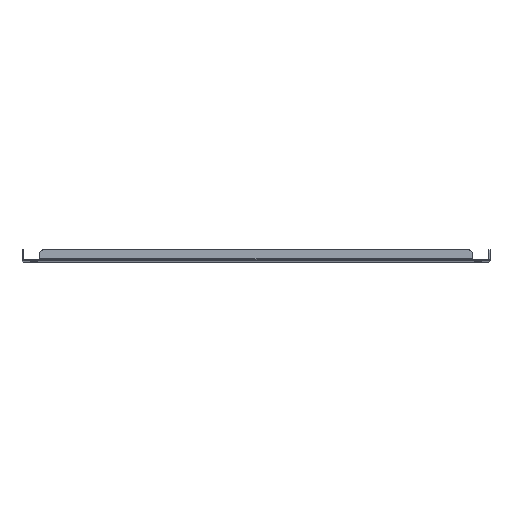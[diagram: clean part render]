
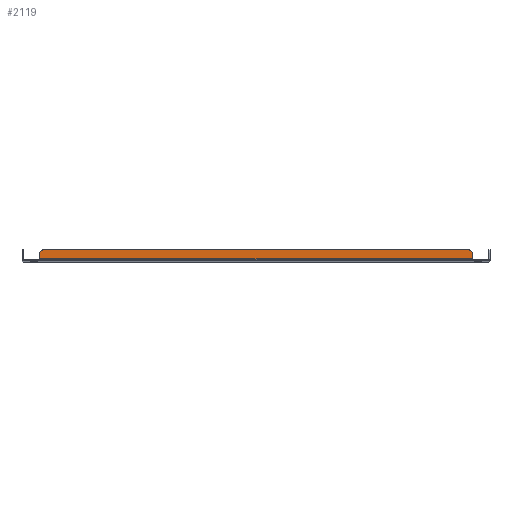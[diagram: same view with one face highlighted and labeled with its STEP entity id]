
A CAD part, top view. The second image highlights one B-rep face of the part: STEP entity #2119.
In plain terms, the highlighted planar face has unit normal (0, 0, 1).
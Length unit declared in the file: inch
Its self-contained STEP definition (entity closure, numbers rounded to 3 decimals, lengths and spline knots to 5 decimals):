
#42 = CARTESIAN_POINT ( 'NONE',  ( 14.99842, 0.5, 34.5 ) ) ;
#54 = ORIENTED_EDGE ( 'NONE', *, *, #1463, .F. ) ;
#145 = DIRECTION ( 'NONE',  ( 0., 0., -1. ) ) ;
#194 = DIRECTION ( 'NONE',  ( 0., 0., -1. ) ) ;
#247 = EDGE_CURVE ( 'NONE', #1747, #1610, #492, .T. ) ;
#370 = LINE ( 'NONE', #1122, #2128 ) ;
#371 = CARTESIAN_POINT ( 'NONE',  ( 15.24842, 0.125, 34.5 ) ) ;
#383 = DIRECTION ( 'NONE',  ( -1., 0., 0. ) ) ;
#418 = AXIS2_PLACEMENT_3D ( 'NONE', #996, #490, #2001 ) ;
#421 = CARTESIAN_POINT ( 'NONE',  ( 15.24842, 0.125, 34.5 ) ) ;
#422 = VERTEX_POINT ( 'NONE', #625 ) ;
#435 = DIRECTION ( 'NONE',  ( 1., 0., 0. ) ) ;
#452 = VERTEX_POINT ( 'NONE', #575 ) ;
#487 = DIRECTION ( 'NONE',  ( -1., 0., 0. ) ) ;
#488 = VECTOR ( 'NONE', #539, 39.37008 ) ;
#490 = DIRECTION ( 'NONE',  ( 0., 0., -1. ) ) ;
#492 = LINE ( 'NONE', #421, #1963 ) ;
#539 = DIRECTION ( 'NONE',  ( 0., 1., 0. ) ) ;
#554 = CARTESIAN_POINT ( 'NONE',  ( 15.24842, 0.125, 34.5 ) ) ;
#555 = EDGE_CURVE ( 'NONE', #452, #1343, #1050, .T. ) ;
#575 = CARTESIAN_POINT ( 'NONE',  ( 14.99842, 0.75, 34.5 ) ) ;
#581 = LINE ( 'NONE', #1617, #1269 ) ;
#595 = FACE_OUTER_BOUND ( 'NONE', #1437, .T. ) ;
#625 = CARTESIAN_POINT ( 'NONE',  ( -14.99842, 0.75, 34.5 ) ) ;
#681 = EDGE_CURVE ( 'NONE', #1747, #1343, #1989, .T. ) ;
#794 = DIRECTION ( 'NONE',  ( 0., -1., 0. ) ) ;
#899 = EDGE_CURVE ( 'NONE', #1465, #422, #1776, .T. ) ;
#945 = DIRECTION ( 'NONE',  ( -1., 0., 0. ) ) ;
#986 = AXIS2_PLACEMENT_3D ( 'NONE', #42, #194, #383 ) ;
#996 = CARTESIAN_POINT ( 'NONE',  ( 16.375, 0.09379, 34.5 ) ) ;
#1004 = PLANE ( 'NONE',  #418 ) ;
#1050 = CIRCLE ( 'NONE', #986, 0.25 ) ;
#1116 = CARTESIAN_POINT ( 'NONE',  ( 15.24842, 0.5, 34.5 ) ) ;
#1122 = CARTESIAN_POINT ( 'NONE',  ( 16.375, 0.75, 34.5 ) ) ;
#1129 = ORIENTED_EDGE ( 'NONE', *, *, #899, .F. ) ;
#1160 = ORIENTED_EDGE ( 'NONE', *, *, #555, .F. ) ;
#1269 = VECTOR ( 'NONE', #794, 39.37008 ) ;
#1343 = VERTEX_POINT ( 'NONE', #1116 ) ;
#1431 = ORIENTED_EDGE ( 'NONE', *, *, #1432, .T. ) ;
#1432 = EDGE_CURVE ( 'NONE', #1465, #1610, #581, .T. ) ;
#1437 = EDGE_LOOP ( 'NONE', ( #1129, #1431, #1577, #1653, #1160, #54 ) ) ;
#1463 = EDGE_CURVE ( 'NONE', #422, #452, #370, .T. ) ;
#1465 = VERTEX_POINT ( 'NONE', #1973 ) ;
#1502 = CARTESIAN_POINT ( 'NONE',  ( -14.99842, 0.5, 34.5 ) ) ;
#1528 = CARTESIAN_POINT ( 'NONE',  ( -15.24842, 0.125, 34.5 ) ) ;
#1534 = AXIS2_PLACEMENT_3D ( 'NONE', #1502, #145, #487 ) ;
#1577 = ORIENTED_EDGE ( 'NONE', *, *, #247, .F. ) ;
#1610 = VERTEX_POINT ( 'NONE', #1528 ) ;
#1617 = CARTESIAN_POINT ( 'NONE',  ( -15.24842, 0.125, 34.5 ) ) ;
#1653 = ORIENTED_EDGE ( 'NONE', *, *, #681, .T. ) ;
#1747 = VERTEX_POINT ( 'NONE', #554 ) ;
#1776 = CIRCLE ( 'NONE', #1534, 0.25 ) ;
#1963 = VECTOR ( 'NONE', #945, 39.37008 ) ;
#1973 = CARTESIAN_POINT ( 'NONE',  ( -15.24842, 0.5, 34.5 ) ) ;
#1989 = LINE ( 'NONE', #371, #488 ) ;
#2001 = DIRECTION ( 'NONE',  ( 0., 1., 0. ) ) ;
#2119 = ADVANCED_FACE ( 'NONE', ( #595 ), #1004, .F. ) ;
#2128 = VECTOR ( 'NONE', #435, 39.37008 ) ;
